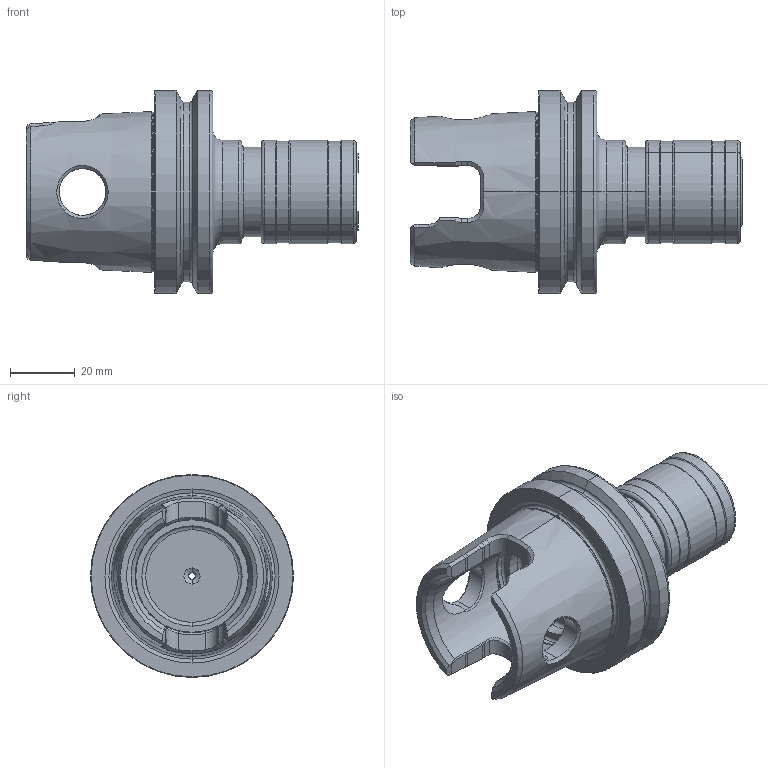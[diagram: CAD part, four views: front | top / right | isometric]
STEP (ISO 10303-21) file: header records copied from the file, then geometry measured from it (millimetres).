
FILE_DESCRIPTION (( 'STEP AP203' ), '1' );
FILE_NAME ('KM6.Go1.001.063.STEP', '2012-03-05T13:56:26', ( 'baer' ), ( 'Hewlett-Packard Company' ), 'SwSTEP 2.0', 'SolidWorks 2011', '' );
FILE_SCHEMA (( 'CONFIG_CONTROL_DESIGN' ));
Length unit declared in the file: millimetre
Products named in the file (10): Kugel Go1; KM6.Go1.001.063; Einbausatz Go1_gespannt; Federring aussen Go1_gespannt; Feder klein Go1_gespannt; KM6-Go1.001.063_B; Federring innen Go1_gespannt; Hülse Go1; Boden Go1; Feder gross Go1_vorgespannt
Assembly tree (11 placements, depth 3):
  KM6.Go1.001.063
    Einbausatz Go1_gespannt
      Kugel Go1  x3
      Feder gross Go1_vorgespannt
      Hülse Go1
      Federring innen Go1_gespannt
      Boden Go1
      Federring aussen Go1_gespannt
      Feder klein Go1_gespannt
    KM6-Go1.001.063_B
Bounding box: 102.95 x 62.95 x 62.95 mm (x, y, z)
Volume: 105470.4 mm3; surface area: 34649.3 mm2
Topology: 10 solids, 10 shells, 392 faces, 938 edges, 559 vertices
Faces by surface type: cylinder 108, plane 81, torus 76, cone 62, bspline 59, sphere 6
Entity records: 21651 total; most frequent: CARTESIAN_POINT 12249, ORIENTED_EDGE 1806, DIRECTION 1626, EDGE_CURVE 903, AXIS2_PLACEMENT_3D 702, VERTEX_POINT 538, EDGE_LOOP 417, FACE_OUTER_BOUND 388
